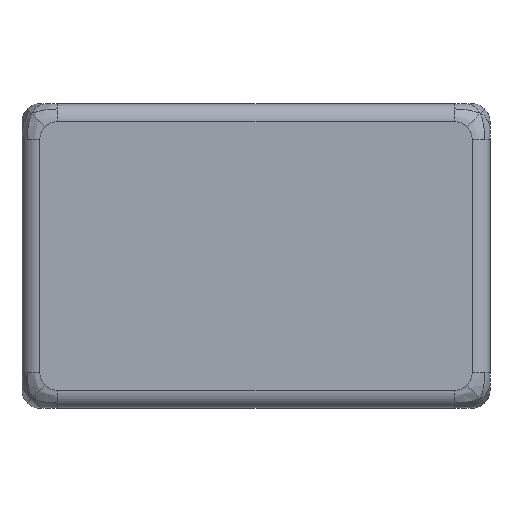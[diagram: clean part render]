
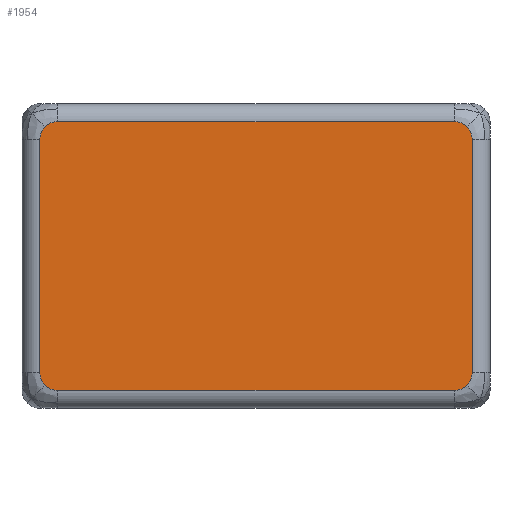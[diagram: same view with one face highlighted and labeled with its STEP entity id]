
A CAD part, front view. The second image highlights one B-rep face of the part: STEP entity #1954.
In plain terms, the highlighted planar face has unit normal (0, -1, 0).
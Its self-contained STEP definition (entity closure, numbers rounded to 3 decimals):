
#106=LINE('',#5236,#181);
#108=LINE('',#5278,#183);
#112=LINE('',#5362,#187);
#114=LINE('',#5365,#189);
#181=VECTOR('',#2616,10.);
#183=VECTOR('',#2624,10.);
#187=VECTOR('',#2640,10.);
#189=VECTOR('',#2644,10.);
#233=PLANE('',#2179);
#392=FACE_OUTER_BOUND('',#506,.T.);
#506=EDGE_LOOP('',(#1784,#1785,#1786,#1787,#1788,#1789,#1790,#1791,#1792,
#1793,#1794,#1795));
#511=CIRCLE('',#1974,1.);
#514=CIRCLE('',#1977,1.);
#531=CIRCLE('',#1994,1.);
#534=CIRCLE('',#1997,1.);
#545=CIRCLE('',#2008,1.);
#575=CIRCLE('',#2038,1.);
#642=CIRCLE('',#2151,1.);
#647=CIRCLE('',#2156,1.);
#732=VERTEX_POINT('',#2820);
#733=VERTEX_POINT('',#2827);
#735=VERTEX_POINT('',#2873);
#756=VERTEX_POINT('',#3296);
#757=VERTEX_POINT('',#3303);
#759=VERTEX_POINT('',#3349);
#772=VERTEX_POINT('',#3626);
#773=VERTEX_POINT('',#3633);
#808=VERTEX_POINT('',#4340);
#809=VERTEX_POINT('',#4347);
#908=VERTEX_POINT('',#5117);
#910=VERTEX_POINT('',#5232);
#922=EDGE_CURVE('',#732,#733,#511,.T.);
#926=EDGE_CURVE('',#735,#732,#514,.T.);
#954=EDGE_CURVE('',#756,#757,#531,.T.);
#958=EDGE_CURVE('',#759,#756,#534,.T.);
#976=EDGE_CURVE('',#772,#773,#545,.T.);
#1024=EDGE_CURVE('',#808,#809,#575,.T.);
#1176=EDGE_CURVE('',#908,#808,#642,.T.);
#1181=EDGE_CURVE('',#910,#772,#647,.T.);
#1182=EDGE_CURVE('',#809,#910,#106,.T.);
#1186=EDGE_CURVE('',#757,#908,#108,.T.);
#1194=EDGE_CURVE('',#773,#735,#112,.T.);
#1196=EDGE_CURVE('',#733,#759,#114,.T.);
#1784=ORIENTED_EDGE('',*,*,#926,.F.);
#1785=ORIENTED_EDGE('',*,*,#1194,.F.);
#1786=ORIENTED_EDGE('',*,*,#976,.F.);
#1787=ORIENTED_EDGE('',*,*,#1181,.F.);
#1788=ORIENTED_EDGE('',*,*,#1182,.F.);
#1789=ORIENTED_EDGE('',*,*,#1024,.F.);
#1790=ORIENTED_EDGE('',*,*,#1176,.F.);
#1791=ORIENTED_EDGE('',*,*,#1186,.F.);
#1792=ORIENTED_EDGE('',*,*,#954,.F.);
#1793=ORIENTED_EDGE('',*,*,#958,.F.);
#1794=ORIENTED_EDGE('',*,*,#1196,.F.);
#1795=ORIENTED_EDGE('',*,*,#922,.F.);
#1954=ADVANCED_FACE('',(#392),#233,.F.);
#1974=AXIS2_PLACEMENT_3D('',#2828,#2193,#2194);
#1977=AXIS2_PLACEMENT_3D('',#2875,#2199,#2200);
#1994=AXIS2_PLACEMENT_3D('',#3304,#2233,#2234);
#1997=AXIS2_PLACEMENT_3D('',#3351,#2239,#2240);
#2008=AXIS2_PLACEMENT_3D('',#3634,#2261,#2262);
#2038=AXIS2_PLACEMENT_3D('',#4348,#2321,#2322);
#2151=AXIS2_PLACEMENT_3D('',#5119,#2602,#2603);
#2156=AXIS2_PLACEMENT_3D('',#5234,#2612,#2613);
#2179=AXIS2_PLACEMENT_3D('',#5388,#2678,#2679);
#2193=DIRECTION('center_axis',(0.,1.,0.));
#2194=DIRECTION('ref_axis',(0.707,0.,0.707));
#2199=DIRECTION('center_axis',(0.,1.,0.));
#2200=DIRECTION('ref_axis',(0.707,0.,0.707));
#2233=DIRECTION('center_axis',(0.,1.,0.));
#2234=DIRECTION('ref_axis',(0.707,0.,-0.707));
#2239=DIRECTION('center_axis',(0.,1.,0.));
#2240=DIRECTION('ref_axis',(0.707,0.,-0.707));
#2261=DIRECTION('center_axis',(0.,1.,0.));
#2262=DIRECTION('ref_axis',(-0.707,0.,0.707));
#2321=DIRECTION('center_axis',(0.,1.,0.));
#2322=DIRECTION('ref_axis',(-0.707,0.,-0.707));
#2602=DIRECTION('center_axis',(0.,1.,0.));
#2603=DIRECTION('ref_axis',(-0.707,0.,-0.707));
#2612=DIRECTION('center_axis',(0.,1.,0.));
#2613=DIRECTION('ref_axis',(-0.707,0.,0.707));
#2616=DIRECTION('',(0.,0.,1.));
#2624=DIRECTION('',(-1.,0.,0.));
#2640=DIRECTION('',(1.,0.,0.));
#2644=DIRECTION('',(0.,0.,-1.));
#2678=DIRECTION('center_axis',(0.,1.,0.));
#2679=DIRECTION('ref_axis',(1.,0.,0.));
#2820=CARTESIAN_POINT('',(-1.293,0.,-1.293));
#2827=CARTESIAN_POINT('',(-1.,0.,-2.));
#2828=CARTESIAN_POINT('Origin',(-2.,0.,-2.));
#2873=CARTESIAN_POINT('',(-2.,0.,-1.));
#2875=CARTESIAN_POINT('Origin',(-2.,0.,-2.));
#3296=CARTESIAN_POINT('',(-1.293,0.,-15.757));
#3303=CARTESIAN_POINT('',(-2.,0.,-16.05));
#3304=CARTESIAN_POINT('Origin',(-2.,0.,-15.05));
#3349=CARTESIAN_POINT('',(-1.,0.,-15.05));
#3351=CARTESIAN_POINT('Origin',(-2.,0.,-15.05));
#3626=CARTESIAN_POINT('',(-24.907,0.,-1.293));
#3633=CARTESIAN_POINT('',(-24.2,0.,-1.));
#3634=CARTESIAN_POINT('Origin',(-24.2,0.,-2.));
#4340=CARTESIAN_POINT('',(-24.907,0.,-15.757));
#4347=CARTESIAN_POINT('',(-25.2,0.,-15.05));
#4348=CARTESIAN_POINT('Origin',(-24.2,0.,-15.05));
#5117=CARTESIAN_POINT('',(-24.2,0.,-16.05));
#5119=CARTESIAN_POINT('Origin',(-24.2,0.,-15.05));
#5232=CARTESIAN_POINT('',(-25.2,0.,-2.));
#5234=CARTESIAN_POINT('Origin',(-24.2,0.,-2.));
#5236=CARTESIAN_POINT('',(-25.2,0.,-12.788));
#5278=CARTESIAN_POINT('',(-6.55,0.,-16.05));
#5362=CARTESIAN_POINT('',(-19.65,0.,-1.));
#5365=CARTESIAN_POINT('',(-1.,0.,-4.263));
#5388=CARTESIAN_POINT('Origin',(-13.1,0.,-8.525));
